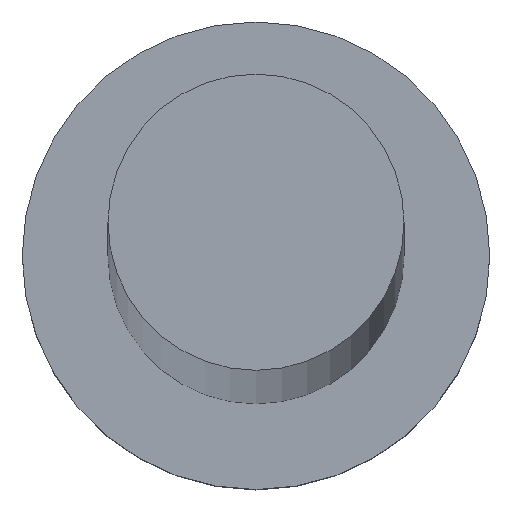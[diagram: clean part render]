
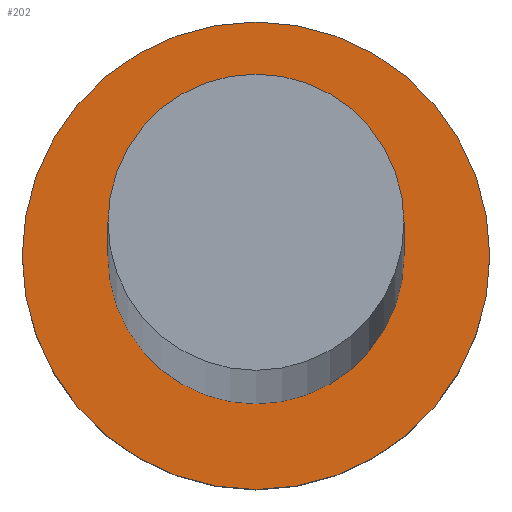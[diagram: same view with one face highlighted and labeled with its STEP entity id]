
A CAD part, top view. The second image highlights one B-rep face of the part: STEP entity #202.
In plain terms, the highlighted planar face has unit normal (0, 0, 1).
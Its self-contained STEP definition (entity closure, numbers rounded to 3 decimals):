
#3 = CARTESIAN_POINT ( 'NONE',  ( 0., 0., 1.5 ) ) ;
#6 = DIRECTION ( 'NONE',  ( 0., 0., 1. ) ) ;
#9 = VERTEX_POINT ( 'NONE', #71 ) ;
#11 = EDGE_LOOP ( 'NONE', ( #208, #140 ) ) ;
#17 = ORIENTED_EDGE ( 'NONE', *, *, #218, .T. ) ;
#19 = FACE_OUTER_BOUND ( 'NONE', #142, .T. ) ;
#37 = ORIENTED_EDGE ( 'NONE', *, *, #233, .T. ) ;
#61 = AXIS2_PLACEMENT_3D ( 'NONE', #81, #6, #221 ) ;
#63 = CARTESIAN_POINT ( 'NONE',  ( 0., 0., 1.5 ) ) ;
#67 = AXIS2_PLACEMENT_3D ( 'NONE', #154, #136, #220 ) ;
#71 = CARTESIAN_POINT ( 'NONE',  ( -1.5, 0., 1.5 ) ) ;
#78 = DIRECTION ( 'NONE',  ( 1., 0., 0. ) ) ;
#81 = CARTESIAN_POINT ( 'NONE',  ( 0., 0., 1.5 ) ) ;
#93 = DIRECTION ( 'NONE',  ( 1., 0., 0. ) ) ;
#95 = CIRCLE ( 'NONE', #128, 1.5 ) ;
#97 = CARTESIAN_POINT ( 'NONE',  ( -0.95, 0., 1.5 ) ) ;
#102 = DIRECTION ( 'NONE',  ( 1., 0., 0. ) ) ;
#112 = VERTEX_POINT ( 'NONE', #206 ) ;
#118 = CARTESIAN_POINT ( 'NONE',  ( 1.5, 0., 1.5 ) ) ;
#128 = AXIS2_PLACEMENT_3D ( 'NONE', #63, #134, #102 ) ;
#132 = CIRCLE ( 'NONE', #61, 0.95 ) ;
#133 = FACE_BOUND ( 'NONE', #11, .T. ) ;
#134 = DIRECTION ( 'NONE',  ( 0., 0., 1. ) ) ;
#136 = DIRECTION ( 'NONE',  ( 0., 0., 1. ) ) ;
#140 = ORIENTED_EDGE ( 'NONE', *, *, #219, .F. ) ;
#142 = EDGE_LOOP ( 'NONE', ( #37, #17 ) ) ;
#149 = DIRECTION ( 'NONE',  ( 0., 0., 1. ) ) ;
#154 = CARTESIAN_POINT ( 'NONE',  ( 0., 0., 1.5 ) ) ;
#157 = EDGE_CURVE ( 'NONE', #176, #112, #239, .T. ) ;
#174 = PLANE ( 'NONE',  #252 ) ;
#176 = VERTEX_POINT ( 'NONE', #97 ) ;
#181 = CIRCLE ( 'NONE', #67, 1.5 ) ;
#182 = AXIS2_PLACEMENT_3D ( 'NONE', #192, #194, #93 ) ;
#192 = CARTESIAN_POINT ( 'NONE',  ( 0., 0., 1.5 ) ) ;
#194 = DIRECTION ( 'NONE',  ( 0., 0., 1. ) ) ;
#202 = ADVANCED_FACE ( 'NONE', ( #133, #19 ), #174, .T. ) ;
#206 = CARTESIAN_POINT ( 'NONE',  ( 0.95, 0., 1.5 ) ) ;
#208 = ORIENTED_EDGE ( 'NONE', *, *, #157, .F. ) ;
#213 = VERTEX_POINT ( 'NONE', #118 ) ;
#218 = EDGE_CURVE ( 'NONE', #213, #9, #95, .T. ) ;
#219 = EDGE_CURVE ( 'NONE', #112, #176, #132, .T. ) ;
#220 = DIRECTION ( 'NONE',  ( 1., 0., 0. ) ) ;
#221 = DIRECTION ( 'NONE',  ( 1., 0., 0. ) ) ;
#233 = EDGE_CURVE ( 'NONE', #9, #213, #181, .T. ) ;
#239 = CIRCLE ( 'NONE', #182, 0.95 ) ;
#252 = AXIS2_PLACEMENT_3D ( 'NONE', #3, #149, #78 ) ;
